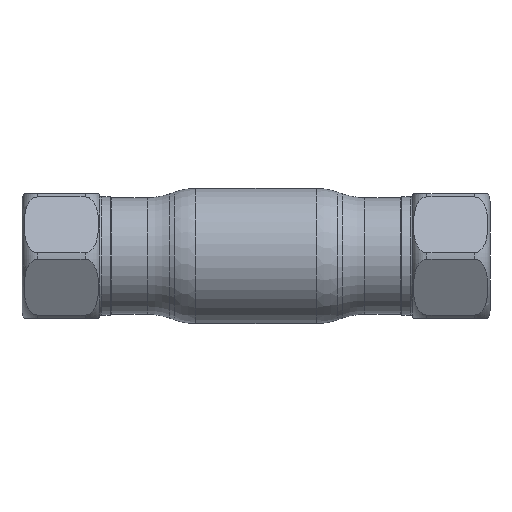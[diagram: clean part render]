
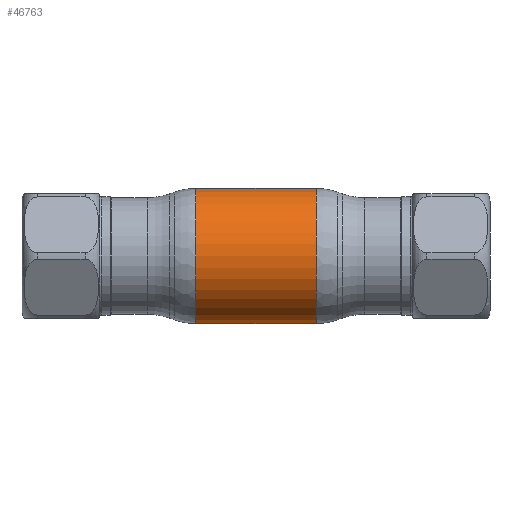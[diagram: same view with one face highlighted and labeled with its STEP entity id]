
A CAD part, front view. The second image highlights one B-rep face of the part: STEP entity #46763.
In plain terms, the highlighted cylindrical face has radius 13 mm (diameter 26 mm), a partial arc.
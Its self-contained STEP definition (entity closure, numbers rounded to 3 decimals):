
#913 = DIRECTION ( 'NONE',  ( -1., 0., 0. ) ) ;
#4370 = DIRECTION ( 'NONE',  ( 0., 0., 1. ) ) ;
#4696 = ORIENTED_EDGE ( 'NONE', *, *, #42575, .F. ) ;
#9765 = CARTESIAN_POINT ( 'NONE',  ( -62.69, 0., -13. ) ) ;
#11075 = CARTESIAN_POINT ( 'NONE',  ( -11.634, 0., -13. ) ) ;
#11505 = AXIS2_PLACEMENT_3D ( 'NONE', #54910, #50732, #31714 ) ;
#14878 = DIRECTION ( 'NONE',  ( -1., 0., 0. ) ) ;
#16975 = VERTEX_POINT ( 'NONE', #48863 ) ;
#18978 = FACE_OUTER_BOUND ( 'NONE', #49457, .T. ) ;
#21158 = CIRCLE ( 'NONE', #42021, 13. ) ;
#21340 = DIRECTION ( 'NONE',  ( -1., 0., 0. ) ) ;
#22497 = CARTESIAN_POINT ( 'NONE',  ( -11.634, 0., 0. ) ) ;
#22860 = CYLINDRICAL_SURFACE ( 'NONE', #11505, 13. ) ;
#24124 = CARTESIAN_POINT ( 'NONE',  ( -11.634, 0., 13. ) ) ;
#29896 = EDGE_CURVE ( 'NONE', #16975, #48616, #42484, .T. ) ;
#31714 = DIRECTION ( 'NONE',  ( 0., 0., 1. ) ) ;
#33272 = CARTESIAN_POINT ( 'NONE',  ( 11.634, 0., 0. ) ) ;
#33273 = CARTESIAN_POINT ( 'NONE',  ( -62.69, 0., 13. ) ) ;
#33762 = ORIENTED_EDGE ( 'NONE', *, *, #34704, .F. ) ;
#34704 = EDGE_CURVE ( 'NONE', #43596, #57530, #40908, .T. ) ;
#37721 = DIRECTION ( 'NONE',  ( 0., 0., 1. ) ) ;
#40908 = LINE ( 'NONE', #9765, #42441 ) ;
#42021 = AXIS2_PLACEMENT_3D ( 'NONE', #33272, #913, #37721 ) ;
#42441 = VECTOR ( 'NONE', #54627, 1000. ) ;
#42484 = LINE ( 'NONE', #33273, #53747 ) ;
#42575 = EDGE_CURVE ( 'NONE', #57530, #48616, #45450, .T. ) ;
#43596 = VERTEX_POINT ( 'NONE', #56021 ) ;
#45450 = CIRCLE ( 'NONE', #57852, 13. ) ;
#46763 = ADVANCED_FACE ( 'NONE', ( #18978 ), #22860, .T. ) ;
#48616 = VERTEX_POINT ( 'NONE', #24124 ) ;
#48687 = ORIENTED_EDGE ( 'NONE', *, *, #57647, .T. ) ;
#48863 = CARTESIAN_POINT ( 'NONE',  ( 11.634, 0., 13. ) ) ;
#49457 = EDGE_LOOP ( 'NONE', ( #33762, #48687, #54840, #4696 ) ) ;
#50732 = DIRECTION ( 'NONE',  ( -1., 0., 0. ) ) ;
#53747 = VECTOR ( 'NONE', #14878, 1000. ) ;
#54627 = DIRECTION ( 'NONE',  ( -1., 0., 0. ) ) ;
#54840 = ORIENTED_EDGE ( 'NONE', *, *, #29896, .T. ) ;
#54910 = CARTESIAN_POINT ( 'NONE',  ( -62.69, 0., 0. ) ) ;
#56021 = CARTESIAN_POINT ( 'NONE',  ( 11.634, 0., -13. ) ) ;
#57530 = VERTEX_POINT ( 'NONE', #11075 ) ;
#57647 = EDGE_CURVE ( 'NONE', #43596, #16975, #21158, .T. ) ;
#57852 = AXIS2_PLACEMENT_3D ( 'NONE', #22497, #21340, #4370 ) ;
